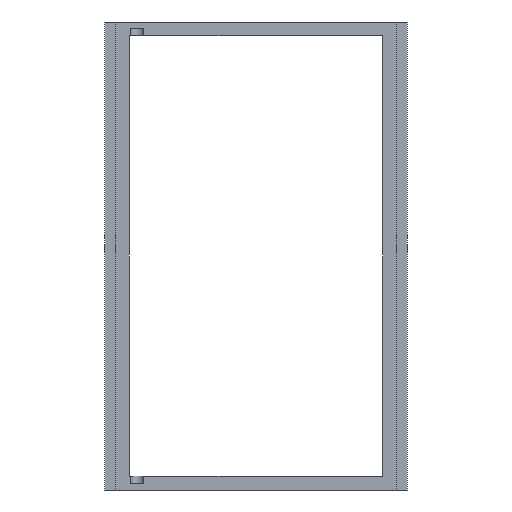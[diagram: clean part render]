
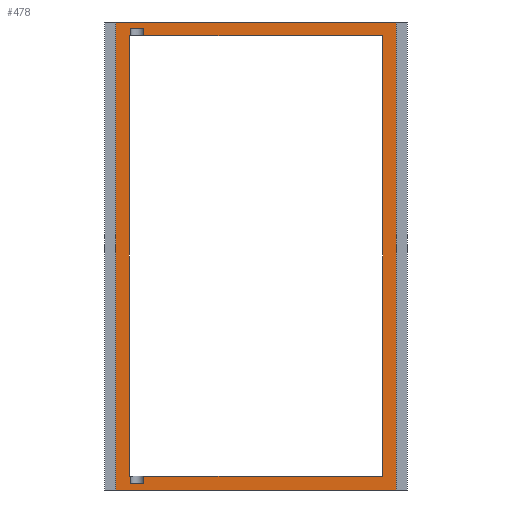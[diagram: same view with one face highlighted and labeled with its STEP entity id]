
A CAD part, front view. The second image highlights one B-rep face of the part: STEP entity #478.
In plain terms, the highlighted planar face has unit normal (0, -1, 0).
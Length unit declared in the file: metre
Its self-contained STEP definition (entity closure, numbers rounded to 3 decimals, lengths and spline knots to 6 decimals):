
#20=ORIENTED_EDGE('',*,*,#156,.F.);
#21=ORIENTED_EDGE('',*,*,#157,.F.);
#22=ORIENTED_EDGE('',*,*,#158,.F.);
#23=ORIENTED_EDGE('',*,*,#159,.T.);
#24=ORIENTED_EDGE('',*,*,#160,.T.);
#25=ORIENTED_EDGE('',*,*,#161,.T.);
#26=ORIENTED_EDGE('',*,*,#162,.F.);
#27=ORIENTED_EDGE('',*,*,#163,.T.);
#28=ORIENTED_EDGE('',*,*,#164,.T.);
#29=ORIENTED_EDGE('',*,*,#165,.F.);
#30=ORIENTED_EDGE('',*,*,#166,.T.);
#31=ORIENTED_EDGE('',*,*,#167,.F.);
#32=ORIENTED_EDGE('',*,*,#168,.F.);
#33=ORIENTED_EDGE('',*,*,#169,.T.);
#34=ORIENTED_EDGE('',*,*,#170,.T.);
#35=ORIENTED_EDGE('',*,*,#171,.F.);
#156=EDGE_CURVE('',#224,#225,#270,.T.);
#157=EDGE_CURVE('',#226,#224,#271,.T.);
#158=EDGE_CURVE('',#227,#226,#272,.T.);
#159=EDGE_CURVE('',#227,#228,#273,.T.);
#160=EDGE_CURVE('',#228,#229,#274,.T.);
#161=EDGE_CURVE('',#229,#230,#275,.T.);
#162=EDGE_CURVE('',#231,#230,#276,.T.);
#163=EDGE_CURVE('',#231,#232,#277,.T.);
#164=EDGE_CURVE('',#232,#233,#278,.T.);
#165=EDGE_CURVE('',#234,#233,#279,.T.);
#166=EDGE_CURVE('',#234,#235,#280,.T.);
#167=EDGE_CURVE('',#225,#235,#281,.T.);
#168=EDGE_CURVE('',#236,#237,#282,.T.);
#169=EDGE_CURVE('',#236,#238,#283,.T.);
#170=EDGE_CURVE('',#238,#239,#284,.T.);
#171=EDGE_CURVE('',#237,#239,#285,.T.);
#224=VERTEX_POINT('',#680);
#225=VERTEX_POINT('',#681);
#226=VERTEX_POINT('',#683);
#227=VERTEX_POINT('',#685);
#228=VERTEX_POINT('',#687);
#229=VERTEX_POINT('',#689);
#230=VERTEX_POINT('',#691);
#231=VERTEX_POINT('',#693);
#232=VERTEX_POINT('',#695);
#233=VERTEX_POINT('',#697);
#234=VERTEX_POINT('',#699);
#235=VERTEX_POINT('',#701);
#236=VERTEX_POINT('',#704);
#237=VERTEX_POINT('',#705);
#238=VERTEX_POINT('',#707);
#239=VERTEX_POINT('',#709);
#270=LINE('',#679,#332);
#271=LINE('',#682,#333);
#272=LINE('',#684,#334);
#273=LINE('',#686,#335);
#274=LINE('',#688,#336);
#275=LINE('',#690,#337);
#276=LINE('',#692,#338);
#277=LINE('',#694,#339);
#278=LINE('',#696,#340);
#279=LINE('',#698,#341);
#280=LINE('',#700,#342);
#281=LINE('',#702,#343);
#282=LINE('',#703,#344);
#283=LINE('',#706,#345);
#284=LINE('',#708,#346);
#285=LINE('',#710,#347);
#332=VECTOR('',#553,1.);
#333=VECTOR('',#554,1.);
#334=VECTOR('',#555,1.);
#335=VECTOR('',#556,1.);
#336=VECTOR('',#557,1.);
#337=VECTOR('',#558,1.);
#338=VECTOR('',#559,1.);
#339=VECTOR('',#560,1.);
#340=VECTOR('',#561,1.);
#341=VECTOR('',#562,1.);
#342=VECTOR('',#563,1.);
#343=VECTOR('',#564,1.);
#344=VECTOR('',#565,1.);
#345=VECTOR('',#566,1.);
#346=VECTOR('',#567,1.);
#347=VECTOR('',#568,1.);
#394=EDGE_LOOP('',(#20,#21,#22,#23,#24,#25,#26,#27,#28,#29,#30,#31));
#395=EDGE_LOOP('',(#32,#33,#34,#35));
#424=FACE_BOUND('',#394,.T.);
#425=FACE_BOUND('',#395,.T.);
#454=PLANE('',#517);
#478=ADVANCED_FACE('',(#424,#425),#454,.T.);
#517=AXIS2_PLACEMENT_3D('',#678,#551,#552);
#551=DIRECTION('',(0.,-1.,0.));
#552=DIRECTION('',(1.,0.,0.));
#553=DIRECTION('',(0.,0.,-1.));
#554=DIRECTION('',(1.,0.,0.));
#555=DIRECTION('',(0.,0.,-1.));
#556=DIRECTION('',(1.,0.,0.));
#557=DIRECTION('',(0.,0.,1.));
#558=DIRECTION('',(1.,0.,0.));
#559=DIRECTION('',(0.,0.,1.));
#560=DIRECTION('',(1.,0.,0.));
#561=DIRECTION('',(0.,0.,-1.));
#562=DIRECTION('',(1.,0.,0.));
#563=DIRECTION('',(0.,0.,-1.));
#564=DIRECTION('',(1.,0.,0.));
#565=DIRECTION('',(1.,0.,0.));
#566=DIRECTION('',(0.,0.,-1.));
#567=DIRECTION('',(1.,0.,0.));
#568=DIRECTION('',(0.,0.,-1.));
#678=CARTESIAN_POINT('',(0.,-0.006,0.));
#679=CARTESIAN_POINT('',(-0.045588,-0.006,-0.080928));
#680=CARTESIAN_POINT('',(-0.045588,-0.006,-0.08));
#681=CARTESIAN_POINT('',(-0.045588,-0.006,-0.082612));
#682=CARTESIAN_POINT('',(0.,-0.006,-0.08));
#683=CARTESIAN_POINT('',(-0.046,-0.006,-0.08));
#684=CARTESIAN_POINT('',(-0.046,-0.006,0.));
#685=CARTESIAN_POINT('',(-0.046,-0.006,0.08));
#686=CARTESIAN_POINT('',(0.,-0.006,0.08));
#687=CARTESIAN_POINT('',(-0.045588,-0.006,0.08));
#688=CARTESIAN_POINT('',(-0.045588,-0.006,0.080928));
#689=CARTESIAN_POINT('',(-0.045588,-0.006,0.082612));
#690=CARTESIAN_POINT('',(-0.041166,-0.006,0.082612));
#691=CARTESIAN_POINT('',(-0.040788,-0.006,0.082612));
#692=CARTESIAN_POINT('',(-0.040788,-0.006,0.080928));
#693=CARTESIAN_POINT('',(-0.040788,-0.006,0.08));
#694=CARTESIAN_POINT('',(0.,-0.006,0.08));
#695=CARTESIAN_POINT('',(0.046,-0.006,0.08));
#696=CARTESIAN_POINT('',(0.046,-0.006,0.));
#697=CARTESIAN_POINT('',(0.046,-0.006,-0.08));
#698=CARTESIAN_POINT('',(0.,-0.006,-0.08));
#699=CARTESIAN_POINT('',(-0.040788,-0.006,-0.08));
#700=CARTESIAN_POINT('',(-0.040788,-0.006,-0.082233));
#701=CARTESIAN_POINT('',(-0.040788,-0.006,-0.082612));
#702=CARTESIAN_POINT('',(-0.04521,-0.006,-0.082612));
#703=CARTESIAN_POINT('',(0.,-0.006,0.085));
#704=CARTESIAN_POINT('',(-0.051,-0.006,0.085));
#705=CARTESIAN_POINT('',(0.051,-0.006,0.085));
#706=CARTESIAN_POINT('',(-0.051,-0.006,0.));
#707=CARTESIAN_POINT('',(-0.051,-0.006,-0.085));
#708=CARTESIAN_POINT('',(0.,-0.006,-0.085));
#709=CARTESIAN_POINT('',(0.051,-0.006,-0.085));
#710=CARTESIAN_POINT('',(0.051,-0.006,0.));
